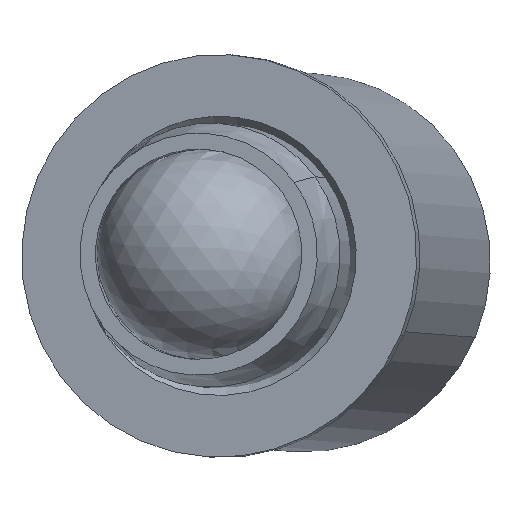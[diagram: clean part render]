
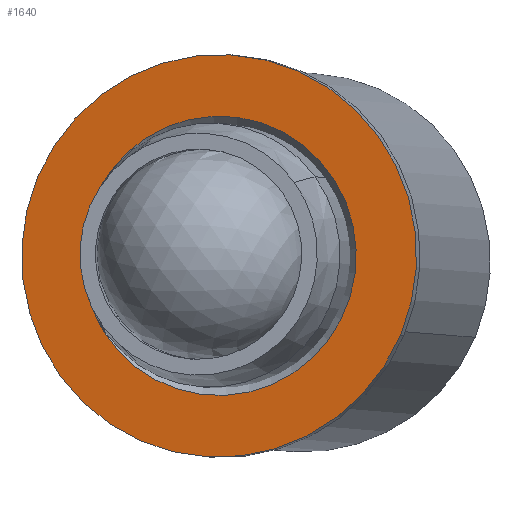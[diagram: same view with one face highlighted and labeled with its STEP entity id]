
A CAD part, top view. The second image highlights one B-rep face of the part: STEP entity #1640.
In plain terms, the highlighted planar face has unit normal (-0.194, 0.014, 0.981).
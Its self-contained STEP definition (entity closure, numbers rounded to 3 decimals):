
#5 = CARTESIAN_POINT ( 'NONE',  ( 6.472, -24.573, -11.307 ) ) ;
#84 = EDGE_LOOP ( 'NONE', ( #1285 ) ) ;
#91 = EDGE_CURVE ( 'NONE', #216, #1734, #306, .T. ) ;
#116 = DIRECTION ( 'NONE',  ( -0.452, -0.889, -0.077 ) ) ;
#125 = DIRECTION ( 'NONE',  ( 0.194, -0.014, -0.981 ) ) ;
#128 = CARTESIAN_POINT ( 'NONE',  ( 6.472, -24.573, -11.307 ) ) ;
#138 = ORIENTED_EDGE ( 'NONE', *, *, #1600, .F. ) ;
#201 = AXIS2_PLACEMENT_3D ( 'NONE', #1349, #125, #680 ) ;
#210 = FACE_OUTER_BOUND ( 'NONE', #559, .T. ) ;
#216 = VERTEX_POINT ( 'NONE', #5 ) ;
#306 = CIRCLE ( 'NONE', #201, 4.575 ) ;
#450 = AXIS2_PLACEMENT_3D ( 'NONE', #128, #1070, #116 ) ;
#559 = EDGE_LOOP ( 'NONE', ( #1415, #138 ) ) ;
#680 = DIRECTION ( 'NONE',  ( -0.9, 0.395, -0.184 ) ) ;
#774 = CARTESIAN_POINT ( 'NONE',  ( 10.591, -26.379, -10.465 ) ) ;
#775 = DIRECTION ( 'NONE',  ( -0.9, 0.395, -0.184 ) ) ;
#912 = CARTESIAN_POINT ( 'NONE',  ( 10.591, -26.379, -10.465 ) ) ;
#914 = FACE_BOUND ( 'NONE', #84, .T. ) ;
#1035 = EDGE_CURVE ( 'NONE', #1047, #1047, #1254, .T. ) ;
#1047 = VERTEX_POINT ( 'NONE', #1503 ) ;
#1067 = DIRECTION ( 'NONE',  ( 0.194, -0.014, -0.981 ) ) ;
#1070 = DIRECTION ( 'NONE',  ( -0.194, 0.014, 0.981 ) ) ;
#1168 = AXIS2_PLACEMENT_3D ( 'NONE', #774, #1067, #1231 ) ;
#1231 = DIRECTION ( 'NONE',  ( 0.871, -0.458, 0.179 ) ) ;
#1254 = CIRCLE ( 'NONE', #1168, 3.175 ) ;
#1285 = ORIENTED_EDGE ( 'NONE', *, *, #1035, .T. ) ;
#1342 = PLANE ( 'NONE',  #450 ) ;
#1349 = CARTESIAN_POINT ( 'NONE',  ( 10.591, -26.379, -10.465 ) ) ;
#1359 = CIRCLE ( 'NONE', #1434, 4.575 ) ;
#1415 = ORIENTED_EDGE ( 'NONE', *, *, #91, .F. ) ;
#1434 = AXIS2_PLACEMENT_3D ( 'NONE', #912, #1595, #775 ) ;
#1503 = CARTESIAN_POINT ( 'NONE',  ( 13.355, -27.834, -9.897 ) ) ;
#1595 = DIRECTION ( 'NONE',  ( 0.194, -0.014, -0.981 ) ) ;
#1600 = EDGE_CURVE ( 'NONE', #1734, #216, #1359, .T. ) ;
#1619 = CARTESIAN_POINT ( 'NONE',  ( 14.709, -28.185, -9.623 ) ) ;
#1640 = ADVANCED_FACE ( 'NONE', ( #914, #210 ), #1342, .T. ) ;
#1734 = VERTEX_POINT ( 'NONE', #1619 ) ;
